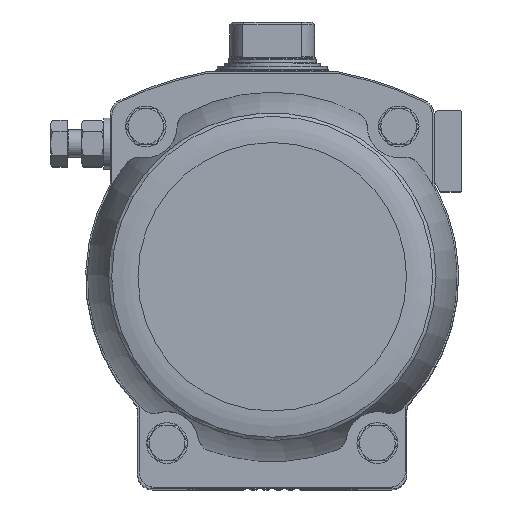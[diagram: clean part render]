
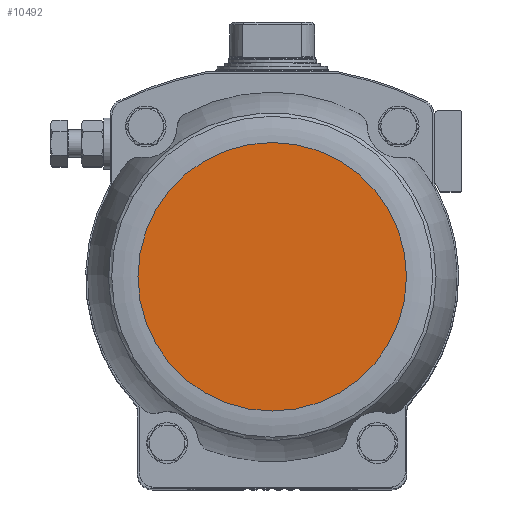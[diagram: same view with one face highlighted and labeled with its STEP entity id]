
A CAD part, top view. The second image highlights one B-rep face of the part: STEP entity #10492.
In plain terms, the highlighted planar face has unit normal (0, 0, 1).
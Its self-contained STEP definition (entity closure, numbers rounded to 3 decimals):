
#418=PLANE('',#11557);
#3716=ORIENTED_EDGE('',*,*,#5970,.T.);
#5970=EDGE_CURVE('',#7244,#7244,#7950,.T.);
#7244=VERTEX_POINT('',#17640);
#7950=CIRCLE('',#11556,79.195);
#8621=EDGE_LOOP('',(#3716));
#9531=FACE_BOUND('',#8621,.T.);
#10492=ADVANCED_FACE('',(#9531),#418,.F.);
#11556=AXIS2_PLACEMENT_3D('',#17639,#13863,#13864);
#11557=AXIS2_PLACEMENT_3D('',#17641,#13865,#13866);
#13863=DIRECTION('',(0.,0.,1.));
#13864=DIRECTION('',(1.,0.,0.));
#13865=DIRECTION('',(0.,0.,-1.));
#13866=DIRECTION('',(-1.,0.,0.));
#17639=CARTESIAN_POINT('',(0.,0.,259.65));
#17640=CARTESIAN_POINT('',(79.195,0.,259.65));
#17641=CARTESIAN_POINT('',(79.195,0.,259.65));
